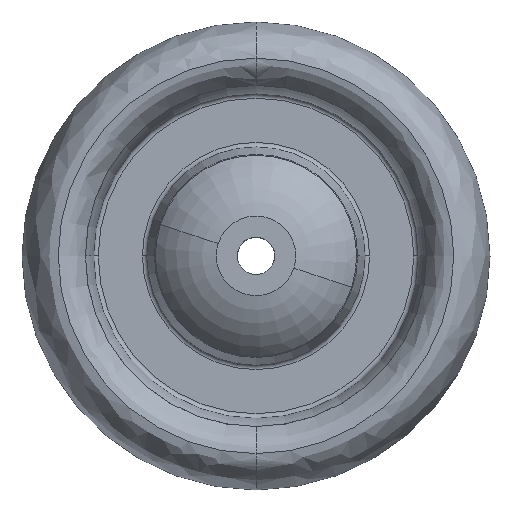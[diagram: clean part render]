
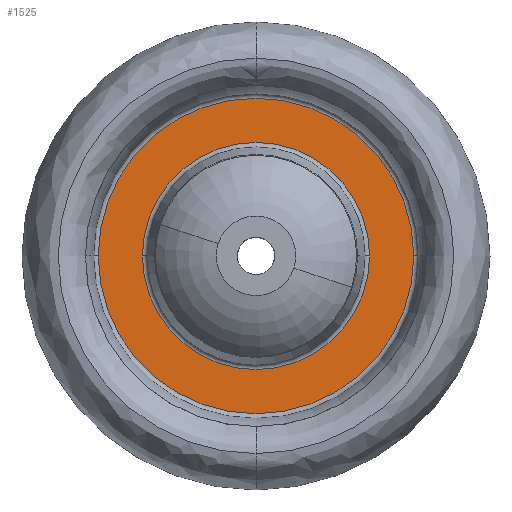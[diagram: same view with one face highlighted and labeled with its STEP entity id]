
A CAD part, top view. The second image highlights one B-rep face of the part: STEP entity #1525.
In plain terms, the highlighted planar face has unit normal (0, 0, 1).
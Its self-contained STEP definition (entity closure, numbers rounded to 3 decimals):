
#21 = ORIENTED_EDGE ( 'NONE', *, *, #1095, .T. ) ;
#82 = CARTESIAN_POINT ( 'NONE',  ( 24.268, -40.5, 3. ) ) ;
#91 = AXIS2_PLACEMENT_3D ( 'NONE', #1625, #1597, #1924 ) ;
#118 = ORIENTED_EDGE ( 'NONE', *, *, #1180, .T. ) ;
#225 = EDGE_CURVE ( 'NONE', #2004, #1007, #1818, .T. ) ;
#271 = DIRECTION ( 'NONE',  ( -1., 0., 0. ) ) ;
#273 = DIRECTION ( 'NONE',  ( -1., 0., 0. ) ) ;
#289 = CIRCLE ( 'NONE', #91, 33.709 ) ;
#412 = DIRECTION ( 'NONE',  ( 0., 0., 1. ) ) ;
#421 = CIRCLE ( 'NONE', #665, 24.268 ) ;
#423 = EDGE_LOOP ( 'NONE', ( #1248, #21 ) ) ;
#509 = CARTESIAN_POINT ( 'NONE',  ( 33.709, -40.5, 3. ) ) ;
#559 = AXIS2_PLACEMENT_3D ( 'NONE', #1786, #788, #592 ) ;
#586 = DIRECTION ( 'NONE',  ( 0., 0., -1. ) ) ;
#592 = DIRECTION ( 'NONE',  ( -1., 0., 0. ) ) ;
#603 = DIRECTION ( 'NONE',  ( -1., 0., 0. ) ) ;
#606 = FACE_BOUND ( 'NONE', #423, .T. ) ;
#640 = VERTEX_POINT ( 'NONE', #1734 ) ;
#665 = AXIS2_PLACEMENT_3D ( 'NONE', #1753, #586, #273 ) ;
#788 = DIRECTION ( 'NONE',  ( 0., 0., -1. ) ) ;
#886 = AXIS2_PLACEMENT_3D ( 'NONE', #1092, #412, #603 ) ;
#929 = ORIENTED_EDGE ( 'NONE', *, *, #225, .T. ) ;
#1007 = VERTEX_POINT ( 'NONE', #509 ) ;
#1092 = CARTESIAN_POINT ( 'NONE',  ( 0., -40.5, 3. ) ) ;
#1095 = EDGE_CURVE ( 'NONE', #2002, #640, #421, .T. ) ;
#1180 = EDGE_CURVE ( 'NONE', #1007, #2004, #289, .T. ) ;
#1248 = ORIENTED_EDGE ( 'NONE', *, *, #2046, .T. ) ;
#1354 = EDGE_LOOP ( 'NONE', ( #118, #929 ) ) ;
#1525 = ADVANCED_FACE ( 'NONE', ( #1630, #606 ), #1960, .F. ) ;
#1581 = CIRCLE ( 'NONE', #2109, 24.268 ) ;
#1597 = DIRECTION ( 'NONE',  ( 0., 0., 1. ) ) ;
#1625 = CARTESIAN_POINT ( 'NONE',  ( 0., -40.5, 3. ) ) ;
#1630 = FACE_OUTER_BOUND ( 'NONE', #1354, .T. ) ;
#1734 = CARTESIAN_POINT ( 'NONE',  ( -24.268, -40.5, 3. ) ) ;
#1753 = CARTESIAN_POINT ( 'NONE',  ( 0., -40.5, 3. ) ) ;
#1762 = CARTESIAN_POINT ( 'NONE',  ( 0., -40.5, 3. ) ) ;
#1786 = CARTESIAN_POINT ( 'NONE',  ( 0., -5.9, 3. ) ) ;
#1818 = CIRCLE ( 'NONE', #886, 33.709 ) ;
#1906 = CARTESIAN_POINT ( 'NONE',  ( -33.709, -40.5, 3. ) ) ;
#1924 = DIRECTION ( 'NONE',  ( -1., 0., 0. ) ) ;
#1960 = PLANE ( 'NONE',  #559 ) ;
#1962 = DIRECTION ( 'NONE',  ( 0., 0., -1. ) ) ;
#2002 = VERTEX_POINT ( 'NONE', #82 ) ;
#2004 = VERTEX_POINT ( 'NONE', #1906 ) ;
#2046 = EDGE_CURVE ( 'NONE', #640, #2002, #1581, .T. ) ;
#2109 = AXIS2_PLACEMENT_3D ( 'NONE', #1762, #1962, #271 ) ;
